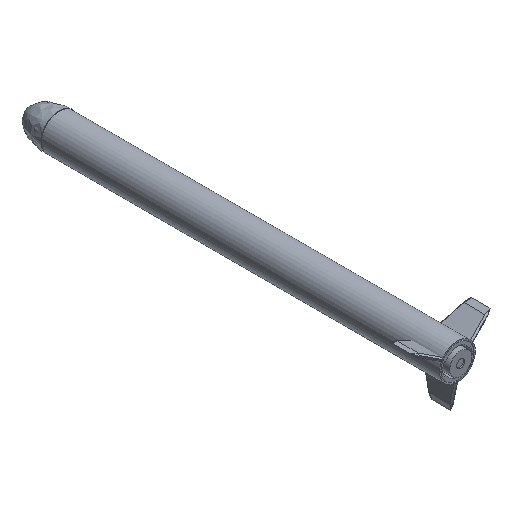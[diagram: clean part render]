
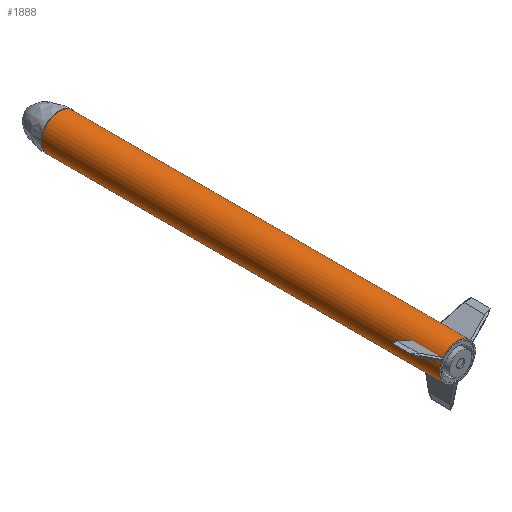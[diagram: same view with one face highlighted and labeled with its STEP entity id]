
A CAD part, isometric view. The second image highlights one B-rep face of the part: STEP entity #1888.
In plain terms, the highlighted cylindrical face has radius 27.4 mm (diameter 54.8 mm), a full revolution.
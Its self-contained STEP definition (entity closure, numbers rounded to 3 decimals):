
#207=FACE_OUTER_BOUND('',#324,.T.);
#324=EDGE_LOOP('',(#1309,#1310,#1311,#1312));
#457=LINE('',#2921,#623);
#623=VECTOR('',#2302,27.4);
#790=CIRCLE('',#2065,27.4);
#791=CIRCLE('',#2066,27.4);
#858=VERTEX_POINT('',#2918);
#859=VERTEX_POINT('',#2920);
#1038=EDGE_CURVE('',#858,#858,#790,.T.);
#1039=EDGE_CURVE('',#858,#859,#457,.T.);
#1040=EDGE_CURVE('',#859,#859,#791,.T.);
#1309=ORIENTED_EDGE('',*,*,#1038,.F.);
#1310=ORIENTED_EDGE('',*,*,#1039,.T.);
#1311=ORIENTED_EDGE('',*,*,#1040,.T.);
#1312=ORIENTED_EDGE('',*,*,#1039,.F.);
#1846=CYLINDRICAL_SURFACE('',#2064,27.4);
#1888=ADVANCED_FACE('',(#207),#1846,.T.);
#2064=AXIS2_PLACEMENT_3D('',#2917,#2298,#2299);
#2065=AXIS2_PLACEMENT_3D('',#2919,#2300,#2301);
#2066=AXIS2_PLACEMENT_3D('',#2922,#2303,#2304);
#2298=DIRECTION('center_axis',(0.,1.,0.));
#2299=DIRECTION('ref_axis',(1.,0.,0.));
#2300=DIRECTION('center_axis',(0.,1.,0.));
#2301=DIRECTION('ref_axis',(1.,0.,0.));
#2302=DIRECTION('',(0.,-1.,0.));
#2303=DIRECTION('center_axis',(0.,1.,0.));
#2304=DIRECTION('ref_axis',(1.,0.,0.));
#2917=CARTESIAN_POINT('Origin',(0.,0.,0.));
#2918=CARTESIAN_POINT('',(-27.4,609.6,0.));
#2919=CARTESIAN_POINT('Origin',(0.,609.6,0.));
#2920=CARTESIAN_POINT('',(-27.4,0.,0.));
#2921=CARTESIAN_POINT('',(-27.4,0.,0.));
#2922=CARTESIAN_POINT('Origin',(0.,0.,0.));
